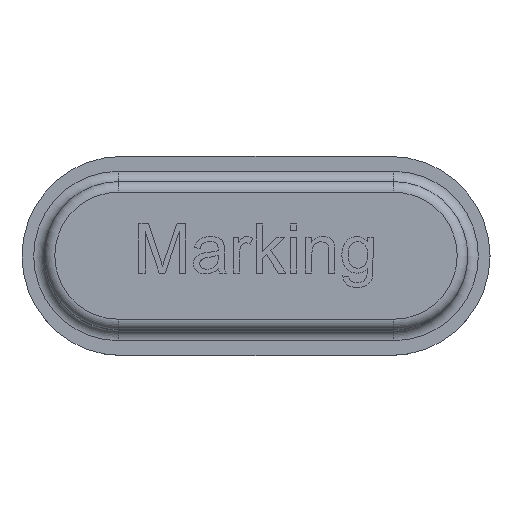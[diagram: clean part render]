
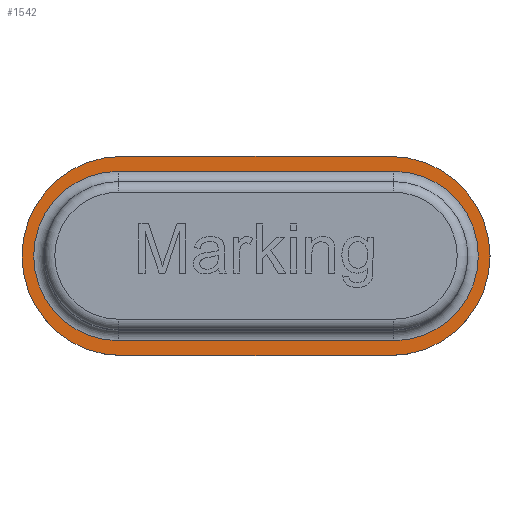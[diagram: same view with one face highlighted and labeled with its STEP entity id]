
A CAD part, top view. The second image highlights one B-rep face of the part: STEP entity #1542.
In plain terms, the highlighted planar face has unit normal (0, 0, 1).
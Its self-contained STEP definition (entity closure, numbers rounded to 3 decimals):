
#175=LINE('',#3193,#256);
#179=LINE('',#3205,#260);
#181=LINE('',#3213,#262);
#182=LINE('',#3218,#263);
#256=VECTOR('',#2486,1000.);
#260=VECTOR('',#2498,1000.);
#262=VECTOR('',#2508,1000.);
#263=VECTOR('',#2511,1000.);
#335=PLANE('',#2346);
#501=ORIENTED_EDGE('',*,*,#953,.T.);
#502=ORIENTED_EDGE('',*,*,#954,.T.);
#503=ORIENTED_EDGE('',*,*,#955,.T.);
#504=ORIENTED_EDGE('',*,*,#956,.T.);
#505=ORIENTED_EDGE('',*,*,#939,.T.);
#506=ORIENTED_EDGE('',*,*,#943,.T.);
#507=ORIENTED_EDGE('',*,*,#946,.T.);
#508=ORIENTED_EDGE('',*,*,#949,.T.);
#939=EDGE_CURVE('',#1168,#1169,#1259,.T.);
#943=EDGE_CURVE('',#1169,#1172,#175,.T.);
#946=EDGE_CURVE('',#1172,#1174,#1261,.T.);
#949=EDGE_CURVE('',#1174,#1168,#179,.T.);
#953=EDGE_CURVE('',#1178,#1179,#181,.T.);
#954=EDGE_CURVE('',#1179,#1180,#1265,.F.);
#955=EDGE_CURVE('',#1180,#1181,#182,.T.);
#956=EDGE_CURVE('',#1181,#1178,#1266,.F.);
#1168=VERTEX_POINT('',#3185);
#1169=VERTEX_POINT('',#3186);
#1172=VERTEX_POINT('',#3194);
#1174=VERTEX_POINT('',#3200);
#1178=VERTEX_POINT('',#3214);
#1179=VERTEX_POINT('',#3215);
#1180=VERTEX_POINT('',#3217);
#1181=VERTEX_POINT('',#3219);
#1259=CIRCLE('',#2336,2.35);
#1261=CIRCLE('',#2340,2.35);
#1265=CIRCLE('',#2347,2.);
#1266=CIRCLE('',#2348,2.);
#1303=EDGE_LOOP('',(#501,#502,#503,#504));
#1304=EDGE_LOOP('',(#505,#506,#507,#508));
#1422=FACE_BOUND('',#1303,.T.);
#1423=FACE_BOUND('',#1304,.T.);
#1542=ADVANCED_FACE('',(#1422,#1423),#335,.T.);
#2336=AXIS2_PLACEMENT_3D('',#3184,#2478,#2479);
#2340=AXIS2_PLACEMENT_3D('',#3199,#2491,#2492);
#2346=AXIS2_PLACEMENT_3D('',#3212,#2506,#2507);
#2347=AXIS2_PLACEMENT_3D('',#3216,#2509,#2510);
#2348=AXIS2_PLACEMENT_3D('',#3220,#2512,#2513);
#2478=DIRECTION('',(0.,0.,1.));
#2479=DIRECTION('',(1.,0.,0.));
#2486=DIRECTION('',(1.,0.,0.));
#2491=DIRECTION('',(0.,0.,1.));
#2492=DIRECTION('',(-1.,0.,0.));
#2498=DIRECTION('',(-1.,0.,0.));
#2506=DIRECTION('',(0.,0.,1.));
#2507=DIRECTION('',(1.,0.,0.));
#2508=DIRECTION('',(-1.,0.,0.));
#2509=DIRECTION('',(0.,0.,1.));
#2510=DIRECTION('',(1.,0.,0.));
#2511=DIRECTION('',(1.,0.,0.));
#2512=DIRECTION('',(0.,0.,1.));
#2513=DIRECTION('',(1.,0.,0.));
#3184=CARTESIAN_POINT('',(-3.175,0.,13.4));
#3185=CARTESIAN_POINT('',(-3.175,2.35,13.4));
#3186=CARTESIAN_POINT('',(-3.175,-2.35,13.4));
#3193=CARTESIAN_POINT('',(-3.175,-2.35,13.4));
#3194=CARTESIAN_POINT('',(3.175,-2.35,13.4));
#3199=CARTESIAN_POINT('',(3.175,0.,13.4));
#3200=CARTESIAN_POINT('',(3.175,2.35,13.4));
#3205=CARTESIAN_POINT('',(3.175,2.35,13.4));
#3212=CARTESIAN_POINT('',(-3.175,0.,13.4));
#3213=CARTESIAN_POINT('',(-3.175,-2.,13.4));
#3214=CARTESIAN_POINT('',(3.25,-2.,13.4));
#3215=CARTESIAN_POINT('',(-3.25,-2.,13.4));
#3216=CARTESIAN_POINT('',(-3.25,0.,13.4));
#3217=CARTESIAN_POINT('',(-3.25,2.,13.4));
#3218=CARTESIAN_POINT('',(-3.175,2.,13.4));
#3219=CARTESIAN_POINT('',(3.25,2.,13.4));
#3220=CARTESIAN_POINT('',(3.25,0.,13.4));
